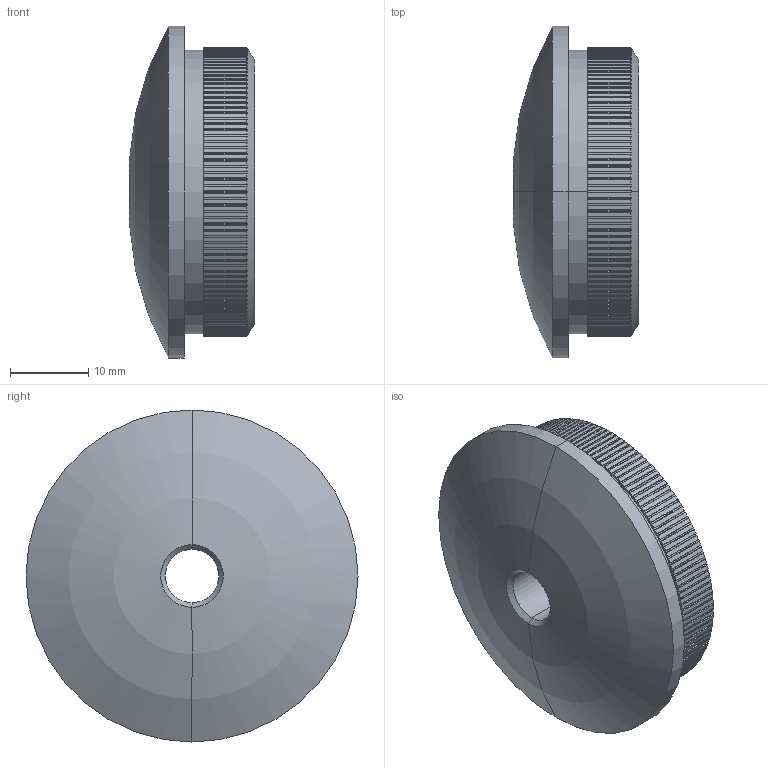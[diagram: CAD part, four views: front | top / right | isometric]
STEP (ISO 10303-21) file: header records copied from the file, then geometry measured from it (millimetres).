
FILE_DESCRIPTION (( 'STEP AP214' ), '1' );
FILE_NAME ('A_5734-243.STEP', '2022-12-08T11:40:53', ( '' ), ( '' ), 'SwSTEP 2.0', 'SolidWorks 2019', '' );
FILE_SCHEMA (( 'AUTOMOTIVE_DESIGN' ));
Length unit declared in the file: millimetre
Products named in the file (1): A_5734-243
Bounding box: 15.99 x 42.4 x 42.4 mm (x, y, z)
Volume: 15482 mm3; surface area: 4551.5 mm2
Topology: 1 solids, 1 shells, 577 faces, 1714 edges, 1140 vertices
Faces by surface type: plane 423, cylinder 146, cone 6, torus 2
Entity records: 19686 total; most frequent: CARTESIAN_POINT 4698, ORIENTED_EDGE 3428, DIRECTION 2748, EDGE_CURVE 1714, VERTEX_POINT 1140, LINE 992, VECTOR 992, AXIS2_PLACEMENT_3D 878
